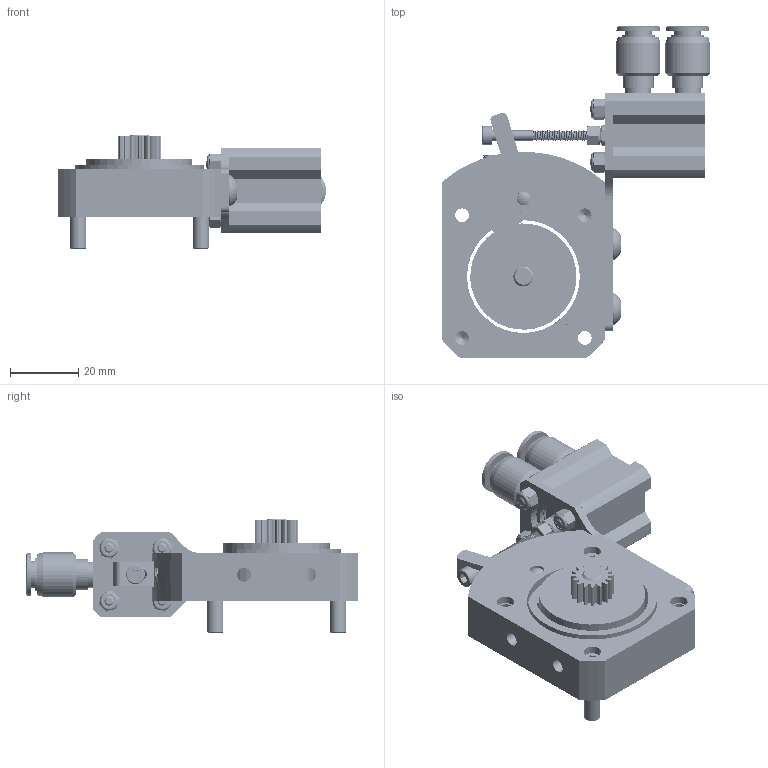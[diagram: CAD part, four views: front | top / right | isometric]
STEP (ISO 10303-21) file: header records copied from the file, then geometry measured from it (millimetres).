
FILE_DESCRIPTION (( 'STEP AP214' ), '1' );
FILE_NAME ('am-4426 Ratchet Sport and Pneumatic Upgrade.STEP', '2022-03-30T14:24:53', ( '' ), ( '' ), 'SwSTEP 2.0', 'SolidWorks 2021', '' );
FILE_SCHEMA (( 'AUTOMOTIVE_DESIGN' ));
Length unit declared in the file: millimetre
Products named in the file (20): 4mm x 14mm Dowel Pin 91595A158_91595A158; M3 x 0.5 Nylock Nut 90576A102_90576A102; cl-35-sps-1_01; cl-35-sps-1_03; am-4426 Ratchet Sport and Pneumatic Upgrade; SHCS M3 x 0.5 x 30_91290A130; Ratchet Sport_Clockwise Lock; cl-35-sps-1_02; 10-32x0625_shcs_HX-SHCS 0.19-32x1.375x1-C; am-4404 Ratchet Sport Pneumatic Mount; Thrust Washer Blue Sport; CQ2B12-10D; am-4399 Ratchet Sport Pawl; am-2384 m5 10-32 Fitting; cl-35-sps-1; am-4403 4-1 SD to 4-1 SD Carrier Plate; ip-4401 Ratchet Sport Body; BHCS 10-32 x 0.375_SBHCSCREW 0.19-32x0.5-HX-C; am-4398 Ratchet Sport Gear; am-4402 Ratchet Sport Cover Plate
Assembly tree (31 placements, depth 4):
  am-4426 Ratchet Sport and Pneumatic Upgrade
    Ratchet Sport_Clockwise Lock
      ip-4401 Ratchet Sport Body
      am-4402 Ratchet Sport Cover Plate
      am-4399 Ratchet Sport Pawl
      am-4398 Ratchet Sport Gear
      am-4403 4-1 SD to 4-1 SD Carrier Plate
      cl-35-sps-1
        cl-35-sps-1_01
        cl-35-sps-1_02
        cl-35-sps-1_03
      10-32x0625_shcs_HX-SHCS 0.19-32x1.375x1-C  x2
      Thrust Washer Blue Sport
      4mm x 14mm Dowel Pin 91595A158_91595A158
      CQ2B12-10D
      am-4404 Ratchet Sport Pneumatic Mount
      SHCS M3 x 0.5 x 30_91290A130  x5
      M3 x 0.5 Nylock Nut 90576A102_90576A102  x4
      am-2384 m5 10-32 Fitting  x2
      BHCS 10-32 x 0.375_SBHCSCREW 0.19-32x0.5-HX-C  x2
    am-4404 Ratchet Sport Pneumatic Mount
    M3 x 0.5 Nylock Nut 90576A102_90576A102
Bounding box: 78.42 x 97.15 x 33.62 mm (x, y, z)
Volume: 54143.8 mm3; surface area: 42247.2 mm2
Topology: 35 solids, 35 shells, 2171 faces, 5574 edges, 3526 vertices
Faces by surface type: cylinder 1353, cone 390, plane 336, torus 46, bspline 35, sphere 11
Entity records: 46587 total; most frequent: CARTESIAN_POINT 23576, ORIENTED_EDGE 4750, DIRECTION 4572, EDGE_CURVE 2375, AXIS2_PLACEMENT_3D 1839, VERTEX_POINT 1531, EDGE_LOOP 1040, FACE_OUTER_BOUND 920
